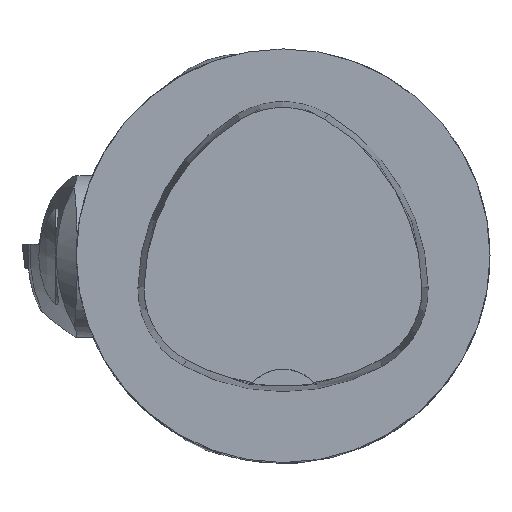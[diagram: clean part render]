
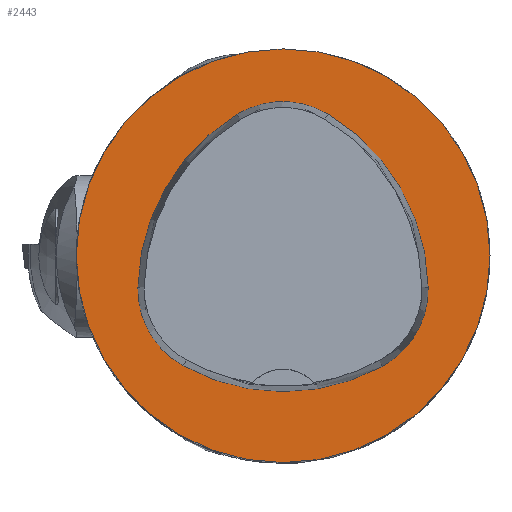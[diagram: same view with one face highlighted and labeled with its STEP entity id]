
A CAD part, top view. The second image highlights one B-rep face of the part: STEP entity #2443.
In plain terms, the highlighted planar face has unit normal (0, 0, 1).
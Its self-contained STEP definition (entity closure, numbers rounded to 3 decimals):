
#1758=PLANE('',#7997);
#2443=ADVANCED_FACE('',(#2904,#2905),#1758,.T.);
#2904=FACE_BOUND('',#3027,.T.);
#2905=FACE_BOUND('',#3028,.T.);
#3027=EDGE_LOOP('',(#3789,#3790,#3791,#3792,#3793,#3794));
#3028=EDGE_LOOP('',(#3795));
#3789=ORIENTED_EDGE('',*,*,#6745,.T.);
#3790=ORIENTED_EDGE('',*,*,#6725,.T.);
#3791=ORIENTED_EDGE('',*,*,#6729,.T.);
#3792=ORIENTED_EDGE('',*,*,#6732,.T.);
#3793=ORIENTED_EDGE('',*,*,#6735,.T.);
#3794=ORIENTED_EDGE('',*,*,#6743,.T.);
#3795=ORIENTED_EDGE('',*,*,#6469,.F.);
#5713=VERTEX_POINT('',#10705);
#5964=VERTEX_POINT('',#11300);
#5965=VERTEX_POINT('',#11301);
#5968=VERTEX_POINT('',#11309);
#5970=VERTEX_POINT('',#11315);
#5972=VERTEX_POINT('',#11321);
#5979=VERTEX_POINT('',#11342);
#6469=EDGE_CURVE('',#5713,#5713,#7568,.T.);
#6725=EDGE_CURVE('',#5964,#5965,#7633,.T.);
#6729=EDGE_CURVE('',#5965,#5968,#7635,.T.);
#6732=EDGE_CURVE('',#5968,#5970,#7637,.T.);
#6735=EDGE_CURVE('',#5970,#5972,#7639,.T.);
#6743=EDGE_CURVE('',#5972,#5979,#7643,.T.);
#6745=EDGE_CURVE('',#5979,#5964,#7645,.T.);
#7568=CIRCLE('',#7883,20.);
#7633=CIRCLE('',#7975,20.);
#7635=CIRCLE('',#7978,8.5);
#7637=CIRCLE('',#7981,20.);
#7639=CIRCLE('',#7984,8.5);
#7643=CIRCLE('',#7989,20.);
#7645=CIRCLE('',#7992,8.5);
#7883=AXIS2_PLACEMENT_3D('',#10704,#8592,#8593);
#7975=AXIS2_PLACEMENT_3D('',#11299,#8944,#8945);
#7978=AXIS2_PLACEMENT_3D('',#11308,#8952,#8953);
#7981=AXIS2_PLACEMENT_3D('',#11314,#8959,#8960);
#7984=AXIS2_PLACEMENT_3D('',#11320,#8966,#8967);
#7989=AXIS2_PLACEMENT_3D('',#11343,#8978,#8979);
#7992=AXIS2_PLACEMENT_3D('',#11346,#8984,#8985);
#7997=AXIS2_PLACEMENT_3D('',#11351,#8994,#8995);
#8592=DIRECTION('',(0.,0.,-1.));
#8593=DIRECTION('',(-1.,0.,0.));
#8944=DIRECTION('',(0.,0.,-1.));
#8945=DIRECTION('',(-1.,0.,0.));
#8952=DIRECTION('',(0.,0.,-1.));
#8953=DIRECTION('',(-1.,0.,0.));
#8959=DIRECTION('',(0.,0.,-1.));
#8960=DIRECTION('',(-1.,0.,0.));
#8966=DIRECTION('',(0.,0.,-1.));
#8967=DIRECTION('',(-1.,0.,0.));
#8978=DIRECTION('',(0.,0.,-1.));
#8979=DIRECTION('',(-1.,0.,0.));
#8984=DIRECTION('',(0.,0.,-1.));
#8985=DIRECTION('',(-1.,0.,0.));
#8994=DIRECTION('',(0.,0.,1.));
#8995=DIRECTION('',(1.,0.,0.));
#10704=CARTESIAN_POINT('',(0.,0.,0.));
#10705=CARTESIAN_POINT('',(-20.,0.,0.));
#11299=CARTESIAN_POINT('',(5.955,-3.414,0.));
#11300=CARTESIAN_POINT('',(-14.041,-3.042,0.));
#11301=CARTESIAN_POINT('',(-4.472,13.653,0.));
#11308=CARTESIAN_POINT('',(-0.04,6.4,0.));
#11309=CARTESIAN_POINT('',(4.347,13.68,0.));
#11314=CARTESIAN_POINT('',(-5.976,-3.45,0.));
#11315=CARTESIAN_POINT('',(14.021,-3.075,0.));
#11320=CARTESIAN_POINT('',(5.522,-3.235,0.));
#11321=CARTESIAN_POINT('',(9.588,-10.699,0.));
#11342=CARTESIAN_POINT('',(-9.655,-10.639,0.));
#11343=CARTESIAN_POINT('',(0.022,6.864,0.));
#11346=CARTESIAN_POINT('',(-5.543,-3.2,0.));
#11351=CARTESIAN_POINT('',(0.,0.,0.));
